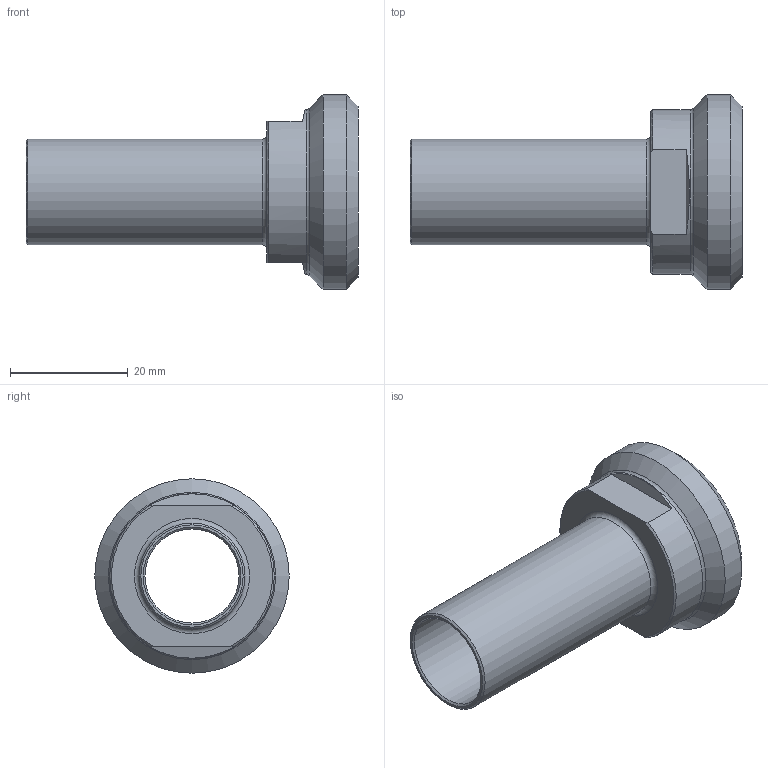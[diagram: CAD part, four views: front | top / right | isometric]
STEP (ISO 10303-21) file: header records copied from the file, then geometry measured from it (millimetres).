
FILE_DESCRIPTION(/* description */ (''),/* implementation_level */ '2;1');
FILE_NAME(/* name */ '3D_R666-PG-18-DN25_17113678.stp',/* time_stamp */ '2021-06-23T13:15:47+02:00',/* author */ ('cad'),/* organization */ (''),/* preprocessor_version */ 'ST-DEVELOPER v18.1',/* originating_system */ 'Autodesk Inventor 2022',/* authorisation */ '');
FILE_SCHEMA (('AUTOMOTIVE_DESIGN { 1 0 10303 214 3 1 1 }'));
Length unit declared in the file: millimetre
Products named in the file (1): 3D_R666-PG-18-DN25_17113678
Bounding box: 56.5 x 33.1 x 33.1 mm (x, y, z)
Volume: 9934.1 mm3; surface area: 7608 mm2
Topology: 1 solids, 1 shells, 20 faces, 50 edges, 33 vertices
Faces by surface type: plane 7, cone 7, cylinder 4, torus 2
Full cylindrical faces by diameter (mm): 16 x1, 18 x1, 28 x1, 33.1 x1
Entity records: 656 total; most frequent: DIRECTION 117, CARTESIAN_POINT 112, ORIENTED_EDGE 100, EDGE_CURVE 50, AXIS2_PLACEMENT_3D 50, VERTEX_POINT 33, CIRCLE 27, EDGE_LOOP 23
